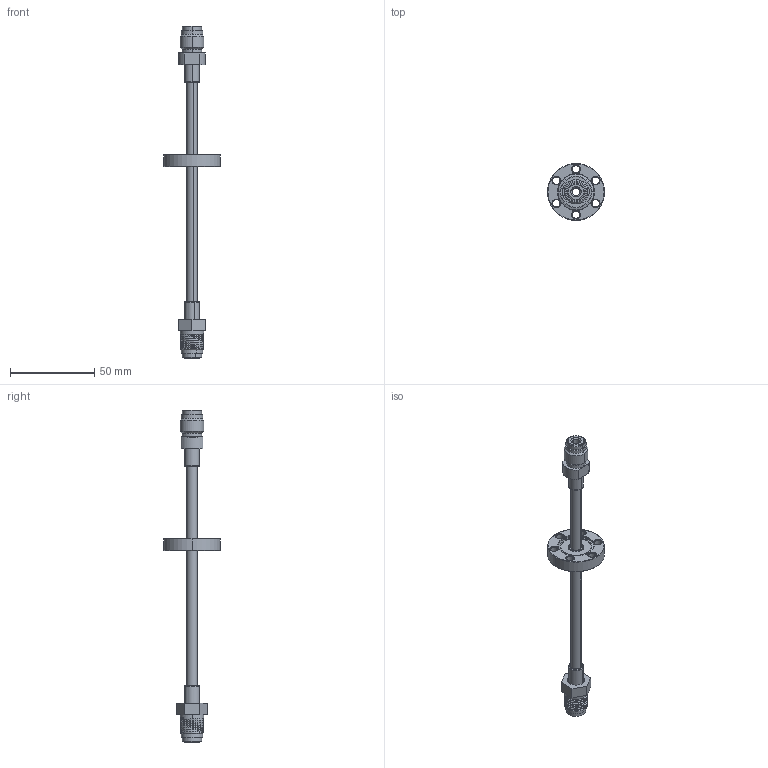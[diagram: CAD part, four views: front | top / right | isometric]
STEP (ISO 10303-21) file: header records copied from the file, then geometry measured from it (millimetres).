
FILE_DESCRIPTION (( 'STEP AP203' ), '1' );
FILE_NAME ('610003 rev A.STEP', '2011-06-02T17:57:42', ( '' ), ( '' ), 'SwSTEP 2.0', 'SolidWorks 2010', '' );
FILE_SCHEMA (( 'CONFIG_CONTROL_DESIGN' ));
Length unit declared in the file: inch
Products named in the file (1): 610003 rev A
Bounding box: 33.78 x 33.78 x 196.85 mm (x, y, z)
Surface area: 12236.1 mm2 (no closed solid volume)
Topology: 0 solids, 7 shells, 160 faces, 369 edges, 227 vertices
Faces by surface type: cylinder 63, cone 55, plane 27, torus 14, bspline 1
Entity records: 5560 total; most frequent: CARTESIAN_POINT 1781, DIRECTION 847, ORIENTED_EDGE 714, EDGE_CURVE 369, AXIS2_PLACEMENT_3D 353, VERTEX_POINT 227, CIRCLE 193, EDGE_LOOP 190
